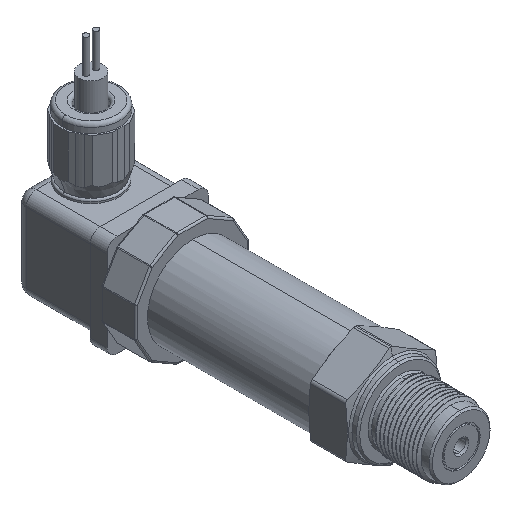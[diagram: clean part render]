
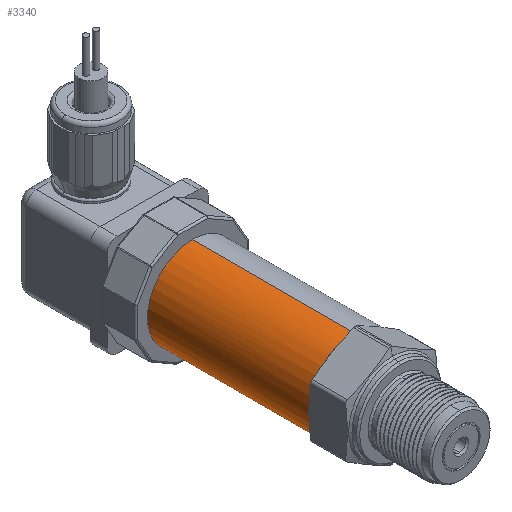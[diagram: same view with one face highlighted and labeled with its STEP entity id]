
A CAD part, isometric view. The second image highlights one B-rep face of the part: STEP entity #3340.
In plain terms, the highlighted cylindrical face has radius 13.35 mm (diameter 26.7 mm), a partial arc.
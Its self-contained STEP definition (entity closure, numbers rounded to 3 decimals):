
#5 = AXIS2_PLACEMENT_3D ( 'NONE', #11373, #8962, #14491 ) ;
#316 = CARTESIAN_POINT ( 'NONE',  ( 0., -23.85, 0. ) ) ;
#387 = DIRECTION ( 'NONE',  ( 0., 0., 1. ) ) ;
#429 = EDGE_CURVE ( 'NONE', #14035, #3775, #7585, .T. ) ;
#670 = DIRECTION ( 'NONE',  ( 0., 0., 1. ) ) ;
#1236 = CARTESIAN_POINT ( 'NONE',  ( 0., -23.85, 13.35 ) ) ;
#1552 = CARTESIAN_POINT ( 'NONE',  ( 0., -23.85, 0. ) ) ;
#1611 = VERTEX_POINT ( 'NONE', #9836 ) ;
#1628 = CARTESIAN_POINT ( 'NONE',  ( 0., 34.951, 0. ) ) ;
#1854 = CIRCLE ( 'NONE', #12642, 13.35 ) ;
#2011 = VECTOR ( 'NONE', #4534, 1000. ) ;
#2144 = EDGE_CURVE ( 'NONE', #11543, #4915, #2548, .T. ) ;
#2548 = CIRCLE ( 'NONE', #5476, 13.35 ) ;
#2714 = FACE_OUTER_BOUND ( 'NONE', #12902, .T. ) ;
#2877 = CARTESIAN_POINT ( 'NONE',  ( 0., 34.951, 13.35 ) ) ;
#2995 = CARTESIAN_POINT ( 'NONE',  ( 0., -23.85, 0. ) ) ;
#3159 = CARTESIAN_POINT ( 'NONE',  ( 0., 34.951, -13.35 ) ) ;
#3311 = EDGE_CURVE ( 'NONE', #11627, #11543, #11149, .T. ) ;
#3340 = ADVANCED_FACE ( 'NONE', ( #2714 ), #6007, .T. ) ;
#3472 = ORIENTED_EDGE ( 'NONE', *, *, #429, .T. ) ;
#3773 = ORIENTED_EDGE ( 'NONE', *, *, #7445, .T. ) ;
#3775 = VERTEX_POINT ( 'NONE', #1236 ) ;
#3883 = DIRECTION ( 'NONE',  ( 0., 1., 0. ) ) ;
#3960 = CIRCLE ( 'NONE', #3972, 13.35 ) ;
#3970 = ORIENTED_EDGE ( 'NONE', *, *, #3311, .T. ) ;
#3972 = AXIS2_PLACEMENT_3D ( 'NONE', #7300, #3883, #6026 ) ;
#4204 = EDGE_CURVE ( 'NONE', #10924, #1611, #6488, .T. ) ;
#4505 = DIRECTION ( 'NONE',  ( 0., 0., 1. ) ) ;
#4534 = DIRECTION ( 'NONE',  ( 0., 1., 0. ) ) ;
#4700 = ORIENTED_EDGE ( 'NONE', *, *, #11606, .T. ) ;
#4915 = VERTEX_POINT ( 'NONE', #8804 ) ;
#5476 = AXIS2_PLACEMENT_3D ( 'NONE', #10509, #15163, #4505 ) ;
#6007 = CYLINDRICAL_SURFACE ( 'NONE', #14052, 13.35 ) ;
#6026 = DIRECTION ( 'NONE',  ( 0., 0., 1. ) ) ;
#6125 = CARTESIAN_POINT ( 'NONE',  ( 0., -23.85, -13.35 ) ) ;
#6166 = DIRECTION ( 'NONE',  ( 0., 1., 0. ) ) ;
#6488 = CIRCLE ( 'NONE', #13351, 13.35 ) ;
#6498 = CARTESIAN_POINT ( 'NONE',  ( -13.3, -23.85, 1.154 ) ) ;
#6562 = DIRECTION ( 'NONE',  ( 0., 0., 1. ) ) ;
#6715 = CARTESIAN_POINT ( 'NONE',  ( -7.65, -23.85, -10.941 ) ) ;
#7107 = CARTESIAN_POINT ( 'NONE',  ( -7.65, -23.85, 10.941 ) ) ;
#7146 = DIRECTION ( 'NONE',  ( 0., 1., 0. ) ) ;
#7217 = DIRECTION ( 'NONE',  ( 0., 0., 1. ) ) ;
#7249 = ORIENTED_EDGE ( 'NONE', *, *, #15189, .T. ) ;
#7292 = AXIS2_PLACEMENT_3D ( 'NONE', #316, #11791, #387 ) ;
#7300 = CARTESIAN_POINT ( 'NONE',  ( 0., -23.85, 0. ) ) ;
#7306 = VECTOR ( 'NONE', #7532, 1000. ) ;
#7375 = LINE ( 'NONE', #2877, #7306 ) ;
#7445 = EDGE_CURVE ( 'NONE', #3775, #1611, #7375, .T. ) ;
#7532 = DIRECTION ( 'NONE',  ( 0., 1., 0. ) ) ;
#7585 = CIRCLE ( 'NONE', #5, 13.35 ) ;
#7816 = VERTEX_POINT ( 'NONE', #6125 ) ;
#8048 = ORIENTED_EDGE ( 'NONE', *, *, #4204, .F. ) ;
#8220 = CARTESIAN_POINT ( 'NONE',  ( 0., 23.85, -13.35 ) ) ;
#8360 = VERTEX_POINT ( 'NONE', #6498 ) ;
#8749 = CIRCLE ( 'NONE', #9748, 13.35 ) ;
#8804 = CARTESIAN_POINT ( 'NONE',  ( -13.3, -23.85, -1.154 ) ) ;
#8948 = DIRECTION ( 'NONE',  ( 0., 1., 0. ) ) ;
#8962 = DIRECTION ( 'NONE',  ( 0., 1., 0. ) ) ;
#9195 = CARTESIAN_POINT ( 'NONE',  ( -5.65, -23.85, 12.095 ) ) ;
#9519 = CIRCLE ( 'NONE', #7292, 13.35 ) ;
#9575 = EDGE_CURVE ( 'NONE', #7816, #10924, #14873, .T. ) ;
#9748 = AXIS2_PLACEMENT_3D ( 'NONE', #2995, #8948, #9981 ) ;
#9836 = CARTESIAN_POINT ( 'NONE',  ( 0., 23.85, 13.35 ) ) ;
#9903 = CARTESIAN_POINT ( 'NONE',  ( -5.65, -23.85, -12.095 ) ) ;
#9981 = DIRECTION ( 'NONE',  ( 0., 0., 1. ) ) ;
#10480 = EDGE_CURVE ( 'NONE', #7816, #11627, #1854, .T. ) ;
#10509 = CARTESIAN_POINT ( 'NONE',  ( 0., -23.85, 0. ) ) ;
#10712 = DIRECTION ( 'NONE',  ( 0., 0., 1. ) ) ;
#10924 = VERTEX_POINT ( 'NONE', #8220 ) ;
#11073 = ORIENTED_EDGE ( 'NONE', *, *, #12770, .T. ) ;
#11149 = CIRCLE ( 'NONE', #13072, 13.35 ) ;
#11218 = CARTESIAN_POINT ( 'NONE',  ( 0., -23.85, 0. ) ) ;
#11283 = DIRECTION ( 'NONE',  ( 0., 1., 0. ) ) ;
#11373 = CARTESIAN_POINT ( 'NONE',  ( 0., -23.85, 0. ) ) ;
#11543 = VERTEX_POINT ( 'NONE', #6715 ) ;
#11606 = EDGE_CURVE ( 'NONE', #13492, #14035, #8749, .T. ) ;
#11627 = VERTEX_POINT ( 'NONE', #9903 ) ;
#11791 = DIRECTION ( 'NONE',  ( 0., 1., 0. ) ) ;
#11922 = ORIENTED_EDGE ( 'NONE', *, *, #2144, .T. ) ;
#12642 = AXIS2_PLACEMENT_3D ( 'NONE', #11218, #14549, #670 ) ;
#12770 = EDGE_CURVE ( 'NONE', #4915, #8360, #9519, .T. ) ;
#12902 = EDGE_LOOP ( 'NONE', ( #14582, #13303, #3970, #11922, #11073, #7249, #4700, #3472, #3773, #8048 ) ) ;
#13072 = AXIS2_PLACEMENT_3D ( 'NONE', #1552, #7146, #7217 ) ;
#13303 = ORIENTED_EDGE ( 'NONE', *, *, #10480, .T. ) ;
#13351 = AXIS2_PLACEMENT_3D ( 'NONE', #13544, #11283, #6562 ) ;
#13492 = VERTEX_POINT ( 'NONE', #7107 ) ;
#13544 = CARTESIAN_POINT ( 'NONE',  ( 0., 23.85, 0. ) ) ;
#14035 = VERTEX_POINT ( 'NONE', #9195 ) ;
#14052 = AXIS2_PLACEMENT_3D ( 'NONE', #1628, #6166, #10712 ) ;
#14491 = DIRECTION ( 'NONE',  ( 0., 0., 1. ) ) ;
#14549 = DIRECTION ( 'NONE',  ( 0., 1., 0. ) ) ;
#14582 = ORIENTED_EDGE ( 'NONE', *, *, #9575, .F. ) ;
#14873 = LINE ( 'NONE', #3159, #2011 ) ;
#15163 = DIRECTION ( 'NONE',  ( 0., 1., 0. ) ) ;
#15189 = EDGE_CURVE ( 'NONE', #8360, #13492, #3960, .T. ) ;
